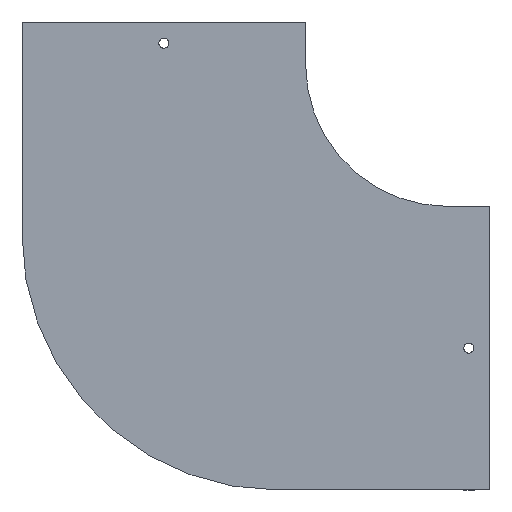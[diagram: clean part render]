
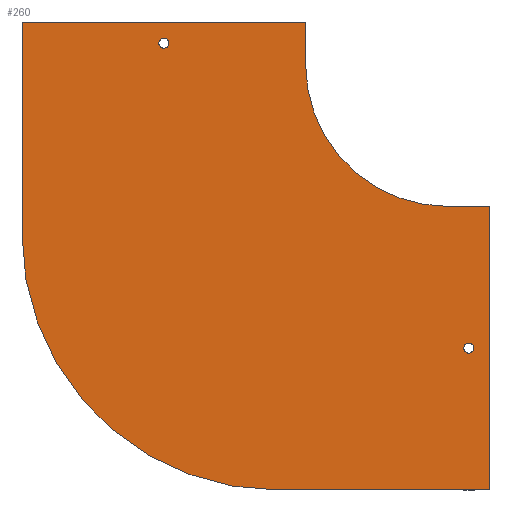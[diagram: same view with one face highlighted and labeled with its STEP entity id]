
A CAD part, front view. The second image highlights one B-rep face of the part: STEP entity #260.
In plain terms, the highlighted planar face has unit normal (0, -1, 0).
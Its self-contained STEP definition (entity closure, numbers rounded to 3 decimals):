
#57 = LINE ( 'NONE', #793, #63 ) ;
#62 = LINE ( 'NONE', #756, #67 ) ;
#63 = VECTOR ( 'NONE', #749, 1000. ) ;
#67 = VECTOR ( 'NONE', #795, 1000. ) ;
#78 = VERTEX_POINT ( 'NONE', #162 ) ;
#80 = VERTEX_POINT ( 'NONE', #157 ) ;
#82 = VERTEX_POINT ( 'NONE', #168 ) ;
#87 = VERTEX_POINT ( 'NONE', #171 ) ;
#89 = VERTEX_POINT ( 'NONE', #156 ) ;
#136 = FACE_BOUND ( 'NONE', #446, .T. ) ;
#140 = FACE_OUTER_BOUND ( 'NONE', #423, .T. ) ;
#142 = FACE_BOUND ( 'NONE', #449, .T. ) ;
#156 = CARTESIAN_POINT ( 'NONE',  ( 80., 0., -330. ) ) ;
#157 = CARTESIAN_POINT ( 'NONE',  ( 100., 0., -30. ) ) ;
#162 = CARTESIAN_POINT ( 'NONE',  ( 200., 0., -130. ) ) ;
#168 = CARTESIAN_POINT ( 'NONE',  ( 230., 0., -130. ) ) ;
#171 = CARTESIAN_POINT ( 'NONE',  ( -100., 0., 0. ) ) ;
#260 = ADVANCED_FACE ( 'NONE', ( #136, #142, #140 ), #842, .F. ) ;
#327 = ORIENTED_EDGE ( 'NONE', *, *, #741, .F. ) ;
#328 = ORIENTED_EDGE ( 'NONE', *, *, #696, .F. ) ;
#329 = ORIENTED_EDGE ( 'NONE', *, *, #720, .F. ) ;
#330 = ORIENTED_EDGE ( 'NONE', *, *, #670, .F. ) ;
#331 = ORIENTED_EDGE ( 'NONE', *, *, #675, .F. ) ;
#332 = ORIENTED_EDGE ( 'NONE', *, *, #683, .F. ) ;
#333 = ORIENTED_EDGE ( 'NONE', *, *, #655, .F. ) ;
#334 = ORIENTED_EDGE ( 'NONE', *, *, #657, .F. ) ;
#335 = ORIENTED_EDGE ( 'NONE', *, *, #693, .F. ) ;
#336 = ORIENTED_EDGE ( 'NONE', *, *, #712, .F. ) ;
#369 = CARTESIAN_POINT ( 'NONE',  ( 215., 0., -230. ) ) ;
#390 = DIRECTION ( 'NONE',  ( 0., -1., 0. ) ) ;
#391 = DIRECTION ( 'NONE',  ( 0., 0., -1. ) ) ;
#395 = CARTESIAN_POINT ( 'NONE',  ( 230., 0., -330. ) ) ;
#423 = EDGE_LOOP ( 'NONE', ( #329, #330, #331, #332, #333, #334, #335, #336 ) ) ;
#446 = EDGE_LOOP ( 'NONE', ( #327 ) ) ;
#449 = EDGE_LOOP ( 'NONE', ( #328 ) ) ;
#475 = LINE ( 'NONE', #754, #478 ) ;
#478 = VECTOR ( 'NONE', #753, 1000. ) ;
#485 = LINE ( 'NONE', #1057, #488 ) ;
#488 = VECTOR ( 'NONE', #1053, 1000. ) ;
#499 = CIRCLE ( 'NONE', #598, 100. ) ;
#515 = LINE ( 'NONE', #1026, #520 ) ;
#520 = VECTOR ( 'NONE', #1019, 1000. ) ;
#521 = CIRCLE ( 'NONE', #594, 3.5 ) ;
#557 = DIRECTION ( 'NONE',  ( -1., 0., 0. ) ) ;
#563 = CARTESIAN_POINT ( 'NONE',  ( 80., 0., -330. ) ) ;
#565 = CARTESIAN_POINT ( 'NONE',  ( 80., 0., -150. ) ) ;
#572 = DIRECTION ( 'NONE',  ( 0., 1., 0. ) ) ;
#573 = DIRECTION ( 'NONE',  ( 0., 0., 1. ) ) ;
#594 = AXIS2_PLACEMENT_3D ( 'NONE', #1012, #1010, #1009 ) ;
#598 = AXIS2_PLACEMENT_3D ( 'NONE', #1042, #1041, #1040 ) ;
#642 = AXIS2_PLACEMENT_3D ( 'NONE', #847, #872, #840 ) ;
#655 = EDGE_CURVE ( 'NONE', #1133, #80, #57, .T. ) ;
#657 = EDGE_CURVE ( 'NONE', #87, #1133, #62, .T. ) ;
#670 = EDGE_CURVE ( 'NONE', #82, #1120, #475, .T. ) ;
#675 = EDGE_CURVE ( 'NONE', #78, #82, #485, .T. ) ;
#683 = EDGE_CURVE ( 'NONE', #80, #78, #499, .T. ) ;
#693 = EDGE_CURVE ( 'NONE', #1126, #87, #515, .T. ) ;
#696 = EDGE_CURVE ( 'NONE', #947, #947, #521, .T. ) ;
#712 = EDGE_CURVE ( 'NONE', #89, #1126, #887, .T. ) ;
#720 = EDGE_CURVE ( 'NONE', #1120, #89, #889, .T. ) ;
#741 = EDGE_CURVE ( 'NONE', #943, #943, #941, .T. ) ;
#749 = DIRECTION ( 'NONE',  ( 0., 0., -1. ) ) ;
#753 = DIRECTION ( 'NONE',  ( 0., 0., -1. ) ) ;
#754 = CARTESIAN_POINT ( 'NONE',  ( 230., 0., -330. ) ) ;
#756 = CARTESIAN_POINT ( 'NONE',  ( -100., 0., 0. ) ) ;
#793 = CARTESIAN_POINT ( 'NONE',  ( 100., 0., 0. ) ) ;
#795 = DIRECTION ( 'NONE',  ( 1., 0., 0. ) ) ;
#840 = DIRECTION ( 'NONE',  ( 0., 0., 1. ) ) ;
#842 = PLANE ( 'NONE',  #642 ) ;
#847 = CARTESIAN_POINT ( 'NONE',  ( 80., 0., -150. ) ) ;
#872 = DIRECTION ( 'NONE',  ( 0., 1., 0. ) ) ;
#887 = CIRCLE ( 'NONE', #1083, 180. ) ;
#889 = LINE ( 'NONE', #563, #905 ) ;
#905 = VECTOR ( 'NONE', #557, 1000. ) ;
#941 = CIRCLE ( 'NONE', #1081, 3.5 ) ;
#943 = VERTEX_POINT ( 'NONE', #1194 ) ;
#947 = VERTEX_POINT ( 'NONE', #1169 ) ;
#1009 = DIRECTION ( 'NONE',  ( 0., 0., -1. ) ) ;
#1010 = DIRECTION ( 'NONE',  ( 0., -1., 0. ) ) ;
#1012 = CARTESIAN_POINT ( 'NONE',  ( 0., 0., -15. ) ) ;
#1019 = DIRECTION ( 'NONE',  ( 0., 0., 1. ) ) ;
#1026 = CARTESIAN_POINT ( 'NONE',  ( -100., 0., 0. ) ) ;
#1040 = DIRECTION ( 'NONE',  ( 0., 0., -1. ) ) ;
#1041 = DIRECTION ( 'NONE',  ( 0., -1., 0. ) ) ;
#1042 = CARTESIAN_POINT ( 'NONE',  ( 200., 0., -30. ) ) ;
#1053 = DIRECTION ( 'NONE',  ( 1., 0., 0. ) ) ;
#1057 = CARTESIAN_POINT ( 'NONE',  ( 230., 0., -130. ) ) ;
#1081 = AXIS2_PLACEMENT_3D ( 'NONE', #369, #390, #391 ) ;
#1083 = AXIS2_PLACEMENT_3D ( 'NONE', #565, #572, #573 ) ;
#1120 = VERTEX_POINT ( 'NONE', #395 ) ;
#1126 = VERTEX_POINT ( 'NONE', #1161 ) ;
#1133 = VERTEX_POINT ( 'NONE', #1168 ) ;
#1161 = CARTESIAN_POINT ( 'NONE',  ( -100., 0., -150. ) ) ;
#1168 = CARTESIAN_POINT ( 'NONE',  ( 100., 0., 0. ) ) ;
#1169 = CARTESIAN_POINT ( 'NONE',  ( 0., 0., -18.5 ) ) ;
#1194 = CARTESIAN_POINT ( 'NONE',  ( 215., 0., -233.5 ) ) ;
